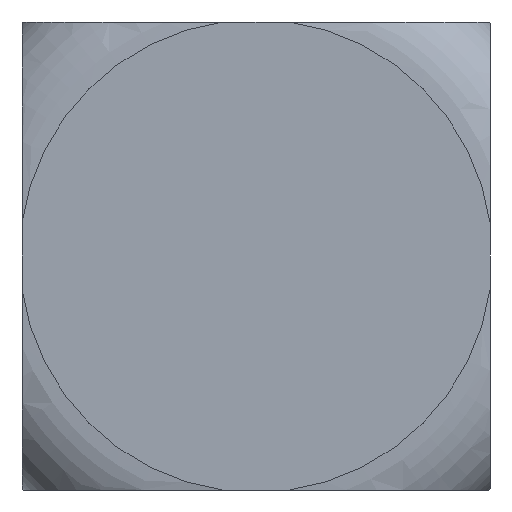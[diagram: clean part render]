
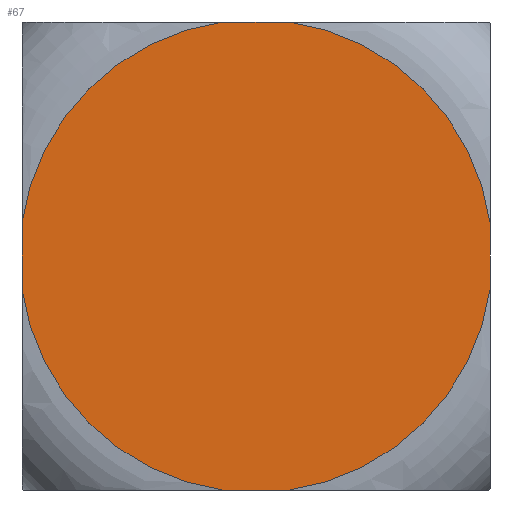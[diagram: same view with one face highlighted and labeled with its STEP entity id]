
A CAD part, left-side view. The second image highlights one B-rep face of the part: STEP entity #67.
In plain terms, the highlighted planar face has unit normal (-1, 0, 0).
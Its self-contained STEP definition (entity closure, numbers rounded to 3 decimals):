
#67 = ADVANCED_FACE( '', ( #143 ), #144, .F. );
#143 = FACE_OUTER_BOUND( '', #224, .T. );
#144 = PLANE( '', #225 );
#224 = EDGE_LOOP( '', ( #347, #348, #349, #350, #351, #352, #353, #354 ) );
#225 = AXIS2_PLACEMENT_3D( '', #355, #356, #357 );
#347 = ORIENTED_EDGE( '', *, *, #482, .F. );
#348 = ORIENTED_EDGE( '', *, *, #495, .F. );
#349 = ORIENTED_EDGE( '', *, *, #474, .F. );
#350 = ORIENTED_EDGE( '', *, *, #468, .F. );
#351 = ORIENTED_EDGE( '', *, *, #505, .F. );
#352 = ORIENTED_EDGE( '', *, *, #461, .F. );
#353 = ORIENTED_EDGE( '', *, *, #506, .F. );
#354 = ORIENTED_EDGE( '', *, *, #507, .F. );
#355 = CARTESIAN_POINT( '', ( 0., 0., 0. ) );
#356 = DIRECTION( '', ( 1., 0., 0. ) );
#357 = DIRECTION( '', ( 0., 0., -1. ) );
#461 = EDGE_CURVE( '', #534, #537, #538, .T. );
#468 = EDGE_CURVE( '', #548, #544, #550, .T. );
#474 = EDGE_CURVE( '', #544, #552, #560, .T. );
#482 = EDGE_CURVE( '', #573, #562, #575, .T. );
#495 = EDGE_CURVE( '', #552, #573, #594, .T. );
#505 = EDGE_CURVE( '', #537, #548, #610, .T. );
#506 = EDGE_CURVE( '', #611, #534, #612, .T. );
#507 = EDGE_CURVE( '', #562, #611, #613, .T. );
#534 = VERTEX_POINT( '', #643 );
#537 = VERTEX_POINT( '', #671 );
#538 = CIRCLE( '', #672, 16.16 );
#544 = VERTEX_POINT( '', #701 );
#548 = VERTEX_POINT( '', #728 );
#550 = CIRCLE( '', #755, 16.16 );
#552 = VERTEX_POINT( '', #757 );
#560 = LINE( '', #793, #794 );
#562 = VERTEX_POINT( '', #796 );
#573 = VERTEX_POINT( '', #836 );
#575 = LINE( '', #861, #862 );
#594 = CIRCLE( '', #882, 16.16 );
#610 = LINE( '', #901, #902 );
#611 = VERTEX_POINT( '', #903 );
#612 = LINE( '', #904, #905 );
#613 = CIRCLE( '', #906, 16.16 );
#643 = CARTESIAN_POINT( '', ( 0., -2.268, 16. ) );
#671 = CARTESIAN_POINT( '', ( 0., -16., 2.268 ) );
#672 = AXIS2_PLACEMENT_3D( '', #963, #964, #965 );
#701 = CARTESIAN_POINT( '', ( 0., -2.268, -16. ) );
#728 = CARTESIAN_POINT( '', ( 0., -16., -2.268 ) );
#755 = AXIS2_PLACEMENT_3D( '', #972, #973, #974 );
#757 = CARTESIAN_POINT( '', ( 0., 2.268, -16. ) );
#793 = CARTESIAN_POINT( '', ( 0., -16., -16. ) );
#794 = VECTOR( '', #978, 1000. );
#796 = CARTESIAN_POINT( '', ( 0., 16., 2.268 ) );
#836 = CARTESIAN_POINT( '', ( 0., 16., -2.268 ) );
#861 = CARTESIAN_POINT( '', ( 0., 16., -16. ) );
#862 = VECTOR( '', #983, 1000. );
#882 = AXIS2_PLACEMENT_3D( '', #1003, #1004, #1005 );
#901 = CARTESIAN_POINT( '', ( 0., -16., 16. ) );
#902 = VECTOR( '', #1021, 1000. );
#903 = CARTESIAN_POINT( '', ( 0., 2.268, 16. ) );
#904 = CARTESIAN_POINT( '', ( 0., 16., 16. ) );
#905 = VECTOR( '', #1022, 1000. );
#906 = AXIS2_PLACEMENT_3D( '', #1023, #1024, #1025 );
#963 = CARTESIAN_POINT( '', ( 0., 0., 0. ) );
#964 = DIRECTION( '', ( 1., 0., 0. ) );
#965 = DIRECTION( '', ( 0., 0., -1. ) );
#972 = CARTESIAN_POINT( '', ( 0., 0., 0. ) );
#973 = DIRECTION( '', ( 1., 0., 0. ) );
#974 = DIRECTION( '', ( 0., 0., -1. ) );
#978 = DIRECTION( '', ( 0., 1., 0. ) );
#983 = DIRECTION( '', ( 0., 0., 1. ) );
#1003 = CARTESIAN_POINT( '', ( 0., 0., 0. ) );
#1004 = DIRECTION( '', ( 1., 0., 0. ) );
#1005 = DIRECTION( '', ( 0., 0., -1. ) );
#1021 = DIRECTION( '', ( 0., 0., -1. ) );
#1022 = DIRECTION( '', ( 0., -1., 0. ) );
#1023 = CARTESIAN_POINT( '', ( 0., 0., 0. ) );
#1024 = DIRECTION( '', ( 1., 0., 0. ) );
#1025 = DIRECTION( '', ( 0., 0., -1. ) );
